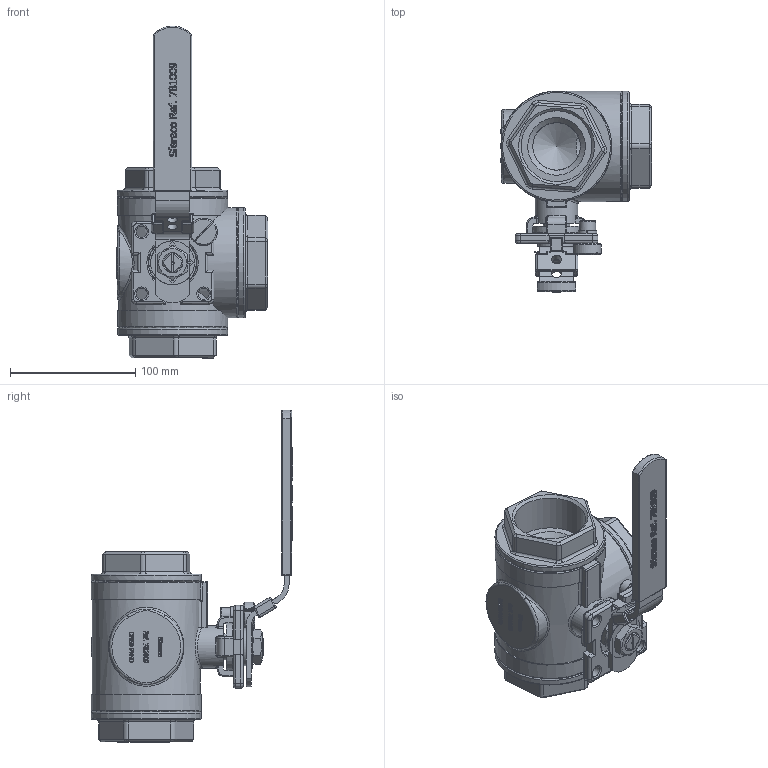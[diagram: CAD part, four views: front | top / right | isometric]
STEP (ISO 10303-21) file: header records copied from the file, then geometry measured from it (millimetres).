
FILE_DESCRIPTION(/* description */ ('781009'),/* implementation_level */ '2;1');
FILE_NAME(/* name */ '781009.stp',/* time_stamp */ '2017-02-17T14:16:20+01:00',/* author */ ('jmorand'),/* organization */ ('Sferaco'),/* preprocessor_version */ 'ST-DEVELOPER v16.5',/* originating_system */ 'Autodesk Inventor 2017',/* authorisation */ '');
FILE_SCHEMA (('AUTOMOTIVE_DESIGN { 1 0 10303 214 3 1 1 }'));
Length unit declared in the file: millimetre
Products named in the file (1): 781009_bd
Bounding box: 121 x 161 x 265 mm (x, y, z)
Volume: 769528.2 mm3; surface area: 148298.2 mm2
Topology: 1 solids, 3 shells, 1380 faces, 3573 edges, 2242 vertices
Faces by surface type: plane 574, bspline 440, cylinder 248, torus 61, cone 44, sphere 13
Full cylindrical faces by diameter (mm): 2.5 x1, 6.647 x1, 8 x3, 9 x4, 13 x1, 16 x2, 17 x1, 18 x1, 21 x1, 22 x1, 30 x1, 34 x1, 35 x1, 38 x6, 39 x1, 56 x3, 56.656 x3, 69.505 x3, 88 x5
Entity records: 47694 total; most frequent: CARTESIAN_POINT 15902, ORIENTED_EDGE 6872, DIRECTION 5106, EDGE_CURVE 3436, VERTEX_POINT 2203, LINE 1868, VECTOR 1868, AXIS2_PLACEMENT_3D 1619
